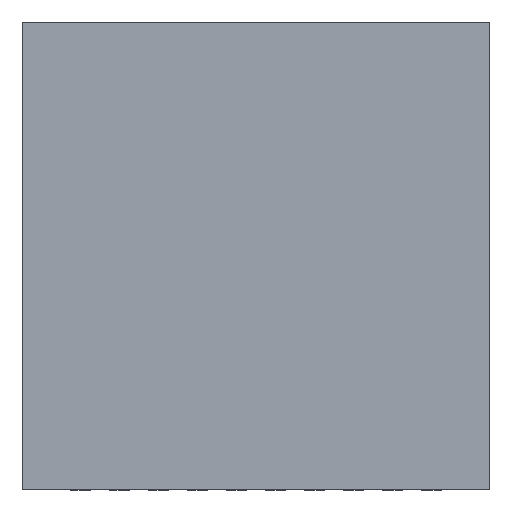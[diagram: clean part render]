
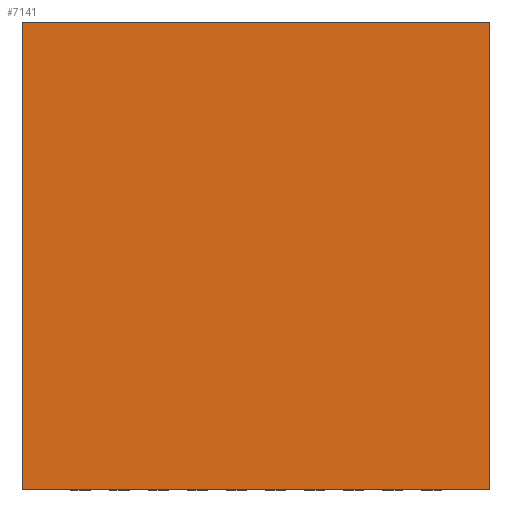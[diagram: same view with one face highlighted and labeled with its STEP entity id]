
A CAD part, top view. The second image highlights one B-rep face of the part: STEP entity #7141.
In plain terms, the highlighted face is planar.
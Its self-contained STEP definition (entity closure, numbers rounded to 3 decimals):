
#3295=DIRECTION('',(0.,0.,1.));
#3296=VECTOR('',#3295,6.);
#3297=CARTESIAN_POINT('',(-3.,0.975,-3.));
#3298=LINE('',#3297,#3296);
#3302=DIRECTION('',(-1.,0.,0.));
#3303=VECTOR('',#3302,6.);
#3304=CARTESIAN_POINT('',(3.,0.975,-3.));
#3305=LINE('',#3304,#3303);
#3309=DIRECTION('',(0.,0.,-1.));
#3310=VECTOR('',#3309,6.);
#3311=CARTESIAN_POINT('',(3.,0.975,3.));
#3312=LINE('',#3311,#3310);
#3316=DIRECTION('',(1.,0.,0.));
#3317=VECTOR('',#3316,6.);
#3318=CARTESIAN_POINT('',(-3.,0.975,3.));
#3319=LINE('',#3318,#3317);
#4251=CARTESIAN_POINT('',(-3.,0.975,-3.));
#4252=CARTESIAN_POINT('',(-3.,0.975,3.));
#4253=VERTEX_POINT('',#4251);
#4254=VERTEX_POINT('',#4252);
#4255=CARTESIAN_POINT('',(3.,0.975,3.));
#4256=VERTEX_POINT('',#4255);
#4257=CARTESIAN_POINT('',(3.,0.975,-3.));
#4258=VERTEX_POINT('',#4257);
#7130=CARTESIAN_POINT('',(0.,0.975,0.));
#7131=DIRECTION('',(0.,1.,0.));
#7132=DIRECTION('',(1.,0.,0.));
#7133=AXIS2_PLACEMENT_3D('',#7130,#7131,#7132);
#7134=PLANE('',#7133);
#7135=ORIENTED_EDGE('',*,*,#6571,.F.);
#7136=ORIENTED_EDGE('',*,*,#5638,.F.);
#7137=ORIENTED_EDGE('',*,*,#6197,.F.);
#7138=ORIENTED_EDGE('',*,*,#6352,.F.);
#7139=EDGE_LOOP('',(#7135,#7136,#7137,#7138));
#7140=FACE_OUTER_BOUND('',#7139,.F.);
#5638=EDGE_CURVE('',#4258,#4253,#3305,.T.);
#6197=EDGE_CURVE('',#4256,#4258,#3312,.T.);
#6352=EDGE_CURVE('',#4254,#4256,#3319,.T.);
#6571=EDGE_CURVE('',#4253,#4254,#3298,.T.);
#7141=ADVANCED_FACE('',(#7140),#7134,.T.);
